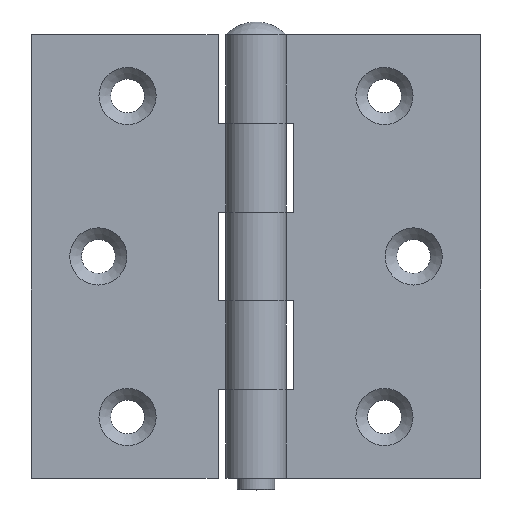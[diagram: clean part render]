
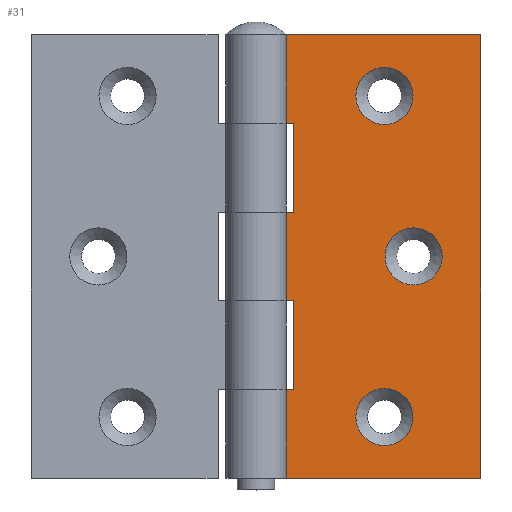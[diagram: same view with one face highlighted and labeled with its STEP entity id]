
A CAD part, top view. The second image highlights one B-rep face of the part: STEP entity #31.
In plain terms, the highlighted planar face has unit normal (0, 0, 1).
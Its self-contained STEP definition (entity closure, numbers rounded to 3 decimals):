
#31 = ADVANCED_FACE ( 'NONE', ( #6351, #7793, #5350, #7183 ), #6542, .F. ) ;
#93 = VECTOR ( 'NONE', #11581, 1000. ) ;
#202 = ORIENTED_EDGE ( 'NONE', *, *, #3823, .T. ) ;
#321 = DIRECTION ( 'NONE',  ( -1., 0., 0. ) ) ;
#467 = ORIENTED_EDGE ( 'NONE', *, *, #2819, .F. ) ;
#471 = DIRECTION ( 'NONE',  ( 1., 0., 0. ) ) ;
#560 = CARTESIAN_POINT ( 'NONE',  ( -38.5, 22.8, -1.2 ) ) ;
#594 = AXIS2_PLACEMENT_3D ( 'NONE', #1143, #10237, #2957 ) ;
#640 = CARTESIAN_POINT ( 'NONE',  ( -4.98, 7.6, -1.2 ) ) ;
#789 = CARTESIAN_POINT ( 'NONE',  ( -38.5, 38., -1.2 ) ) ;
#802 = LINE ( 'NONE', #7923, #3363 ) ;
#956 = LINE ( 'NONE', #789, #93 ) ;
#974 = CARTESIAN_POINT ( 'NONE',  ( -22., 27.5, -1.2 ) ) ;
#1024 = DIRECTION ( 'NONE',  ( -1., 0., 0. ) ) ;
#1136 = ORIENTED_EDGE ( 'NONE', *, *, #7700, .T. ) ;
#1143 = CARTESIAN_POINT ( 'NONE',  ( -22., -27.5, -1.2 ) ) ;
#1666 = DIRECTION ( 'NONE',  ( 0., -1., 0. ) ) ;
#1693 = VERTEX_POINT ( 'NONE', #9757 ) ;
#1763 = EDGE_LOOP ( 'NONE', ( #5209 ) ) ;
#1918 = EDGE_CURVE ( 'NONE', #4354, #10130, #10417, .T. ) ;
#2012 = DIRECTION ( 'NONE',  ( 0., 0., -1. ) ) ;
#2022 = LINE ( 'NONE', #560, #7277 ) ;
#2161 = VECTOR ( 'NONE', #321, 1000. ) ;
#2309 = EDGE_CURVE ( 'NONE', #10520, #8263, #9417, .T. ) ;
#2509 = ORIENTED_EDGE ( 'NONE', *, *, #9153, .F. ) ;
#2596 = CARTESIAN_POINT ( 'NONE',  ( -38.5, -7.6, -1.2 ) ) ;
#2675 = ORIENTED_EDGE ( 'NONE', *, *, #2309, .T. ) ;
#2707 = CARTESIAN_POINT ( 'NONE',  ( -6.5, 38., -1.2 ) ) ;
#2819 = EDGE_CURVE ( 'NONE', #2911, #8505, #8141, .T. ) ;
#2838 = EDGE_CURVE ( 'NONE', #8505, #1693, #5887, .T. ) ;
#2850 = CARTESIAN_POINT ( 'NONE',  ( -38.5, -38., -1.2 ) ) ;
#2911 = VERTEX_POINT ( 'NONE', #6807 ) ;
#2957 = DIRECTION ( 'NONE',  ( -1., 0., 0. ) ) ;
#2993 = VECTOR ( 'NONE', #6641, 1000. ) ;
#3002 = CARTESIAN_POINT ( 'NONE',  ( -27., 0., -1.2 ) ) ;
#3084 = ORIENTED_EDGE ( 'NONE', *, *, #2838, .F. ) ;
#3183 = VECTOR ( 'NONE', #7657, 1000. ) ;
#3262 = EDGE_CURVE ( 'NONE', #8263, #3499, #2022, .T. ) ;
#3363 = VECTOR ( 'NONE', #1666, 1000. ) ;
#3499 = VERTEX_POINT ( 'NONE', #4626 ) ;
#3614 = CIRCLE ( 'NONE', #594, 4.9 ) ;
#3657 = VECTOR ( 'NONE', #5356, 1000. ) ;
#3823 = EDGE_CURVE ( 'NONE', #11358, #10520, #4586, .T. ) ;
#3931 = DIRECTION ( 'NONE',  ( 0., 0., -1. ) ) ;
#4342 = EDGE_CURVE ( 'NONE', #2911, #5165, #8265, .T. ) ;
#4354 = VERTEX_POINT ( 'NONE', #6301 ) ;
#4366 = CARTESIAN_POINT ( 'NONE',  ( -26.9, -27.5, -1.2 ) ) ;
#4586 = LINE ( 'NONE', #4758, #2161 ) ;
#4626 = CARTESIAN_POINT ( 'NONE',  ( -4.98, 22.8, -1.2 ) ) ;
#4669 = CARTESIAN_POINT ( 'NONE',  ( -38.5, 38., -1.2 ) ) ;
#4737 = VECTOR ( 'NONE', #471, 1000. ) ;
#4758 = CARTESIAN_POINT ( 'NONE',  ( -38.5, 7.6, -1.2 ) ) ;
#4831 = DIRECTION ( 'NONE',  ( -1., 0., 0. ) ) ;
#5165 = VERTEX_POINT ( 'NONE', #9866 ) ;
#5184 = EDGE_CURVE ( 'NONE', #11358, #5165, #6086, .T. ) ;
#5209 = ORIENTED_EDGE ( 'NONE', *, *, #5601, .T. ) ;
#5283 = CARTESIAN_POINT ( 'NONE',  ( -4.98, 38., -1.2 ) ) ;
#5309 = ORIENTED_EDGE ( 'NONE', *, *, #6865, .F. ) ;
#5350 = FACE_BOUND ( 'NONE', #9927, .T. ) ;
#5356 = DIRECTION ( 'NONE',  ( 0., -1., 0. ) ) ;
#5393 = EDGE_CURVE ( 'NONE', #8101, #8101, #9454, .T. ) ;
#5406 = LINE ( 'NONE', #5813, #2993 ) ;
#5552 = EDGE_CURVE ( 'NONE', #7256, #4354, #956, .T. ) ;
#5601 = EDGE_CURVE ( 'NONE', #6958, #6958, #9742, .T. ) ;
#5712 = VECTOR ( 'NONE', #8944, 1000. ) ;
#5784 = DIRECTION ( 'NONE',  ( 0., -1., 0. ) ) ;
#5813 = CARTESIAN_POINT ( 'NONE',  ( -38.5, 38., -1.2 ) ) ;
#5819 = AXIS2_PLACEMENT_3D ( 'NONE', #4669, #2012, #1024 ) ;
#5887 = LINE ( 'NONE', #5900, #4737 ) ;
#5900 = CARTESIAN_POINT ( 'NONE',  ( -38.5, -22.8, -1.2 ) ) ;
#5918 = ORIENTED_EDGE ( 'NONE', *, *, #10863, .F. ) ;
#6086 = LINE ( 'NONE', #5283, #3657 ) ;
#6301 = CARTESIAN_POINT ( 'NONE',  ( -38.5, -38., -1.2 ) ) ;
#6351 = FACE_BOUND ( 'NONE', #1763, .T. ) ;
#6503 = EDGE_LOOP ( 'NONE', ( #3084, #467, #8386, #10132, #202, #2675, #6607, #5309, #5918, #8778, #9887, #2509 ) ) ;
#6512 = DIRECTION ( 'NONE',  ( 1., 0., 0. ) ) ;
#6542 = PLANE ( 'NONE',  #5819 ) ;
#6607 = ORIENTED_EDGE ( 'NONE', *, *, #3262, .T. ) ;
#6641 = DIRECTION ( 'NONE',  ( 1., 0., 0. ) ) ;
#6736 = DIRECTION ( 'NONE',  ( 1., 0., 0. ) ) ;
#6763 = CARTESIAN_POINT ( 'NONE',  ( -6.5, 38., -1.2 ) ) ;
#6807 = CARTESIAN_POINT ( 'NONE',  ( -6.5, -7.6, -1.2 ) ) ;
#6865 = EDGE_CURVE ( 'NONE', #10582, #3499, #802, .T. ) ;
#6871 = CARTESIAN_POINT ( 'NONE',  ( -6.5, 22.8, -1.2 ) ) ;
#6958 = VERTEX_POINT ( 'NONE', #7969 ) ;
#7149 = CARTESIAN_POINT ( 'NONE',  ( -4.98, 38., -1.2 ) ) ;
#7183 = FACE_OUTER_BOUND ( 'NONE', #6503, .T. ) ;
#7195 = ORIENTED_EDGE ( 'NONE', *, *, #5393, .T. ) ;
#7256 = VERTEX_POINT ( 'NONE', #8404 ) ;
#7277 = VECTOR ( 'NONE', #6736, 1000. ) ;
#7363 = DIRECTION ( 'NONE',  ( -1., 0., 0. ) ) ;
#7437 = LINE ( 'NONE', #7536, #8560 ) ;
#7536 = CARTESIAN_POINT ( 'NONE',  ( -4.98, 38., -1.2 ) ) ;
#7640 = EDGE_LOOP ( 'NONE', ( #1136 ) ) ;
#7657 = DIRECTION ( 'NONE',  ( 0., -1., 0. ) ) ;
#7700 = EDGE_CURVE ( 'NONE', #10904, #10904, #3614, .T. ) ;
#7793 = FACE_BOUND ( 'NONE', #7640, .T. ) ;
#7896 = CARTESIAN_POINT ( 'NONE',  ( -31.9, 0., -1.2 ) ) ;
#7923 = CARTESIAN_POINT ( 'NONE',  ( -4.98, 38., -1.2 ) ) ;
#7969 = CARTESIAN_POINT ( 'NONE',  ( -26.9, 27.5, -1.2 ) ) ;
#8014 = VECTOR ( 'NONE', #6512, 1000. ) ;
#8051 = CARTESIAN_POINT ( 'NONE',  ( -4.98, -38., -1.2 ) ) ;
#8101 = VERTEX_POINT ( 'NONE', #7896 ) ;
#8141 = LINE ( 'NONE', #6763, #3183 ) ;
#8263 = VERTEX_POINT ( 'NONE', #6871 ) ;
#8265 = LINE ( 'NONE', #2596, #5712 ) ;
#8386 = ORIENTED_EDGE ( 'NONE', *, *, #4342, .T. ) ;
#8404 = CARTESIAN_POINT ( 'NONE',  ( -38.5, 38., -1.2 ) ) ;
#8505 = VERTEX_POINT ( 'NONE', #11200 ) ;
#8560 = VECTOR ( 'NONE', #5784, 1000. ) ;
#8778 = ORIENTED_EDGE ( 'NONE', *, *, #5552, .T. ) ;
#8944 = DIRECTION ( 'NONE',  ( 1., 0., 0. ) ) ;
#9125 = VECTOR ( 'NONE', #9999, 1000. ) ;
#9153 = EDGE_CURVE ( 'NONE', #1693, #10130, #7437, .T. ) ;
#9417 = LINE ( 'NONE', #2707, #9125 ) ;
#9454 = CIRCLE ( 'NONE', #10276, 4.9 ) ;
#9742 = CIRCLE ( 'NONE', #10053, 4.9 ) ;
#9757 = CARTESIAN_POINT ( 'NONE',  ( -4.98, -22.8, -1.2 ) ) ;
#9866 = CARTESIAN_POINT ( 'NONE',  ( -4.98, -7.6, -1.2 ) ) ;
#9887 = ORIENTED_EDGE ( 'NONE', *, *, #1918, .T. ) ;
#9927 = EDGE_LOOP ( 'NONE', ( #7195 ) ) ;
#9999 = DIRECTION ( 'NONE',  ( 0., 1., 0. ) ) ;
#10053 = AXIS2_PLACEMENT_3D ( 'NONE', #974, #11107, #7363 ) ;
#10130 = VERTEX_POINT ( 'NONE', #8051 ) ;
#10132 = ORIENTED_EDGE ( 'NONE', *, *, #5184, .F. ) ;
#10237 = DIRECTION ( 'NONE',  ( 0., 0., -1. ) ) ;
#10276 = AXIS2_PLACEMENT_3D ( 'NONE', #3002, #3931, #4831 ) ;
#10417 = LINE ( 'NONE', #2850, #8014 ) ;
#10520 = VERTEX_POINT ( 'NONE', #11580 ) ;
#10582 = VERTEX_POINT ( 'NONE', #7149 ) ;
#10863 = EDGE_CURVE ( 'NONE', #7256, #10582, #5406, .T. ) ;
#10904 = VERTEX_POINT ( 'NONE', #4366 ) ;
#11107 = DIRECTION ( 'NONE',  ( 0., 0., -1. ) ) ;
#11200 = CARTESIAN_POINT ( 'NONE',  ( -6.5, -22.8, -1.2 ) ) ;
#11358 = VERTEX_POINT ( 'NONE', #640 ) ;
#11580 = CARTESIAN_POINT ( 'NONE',  ( -6.5, 7.6, -1.2 ) ) ;
#11581 = DIRECTION ( 'NONE',  ( 0., -1., 0. ) ) ;
